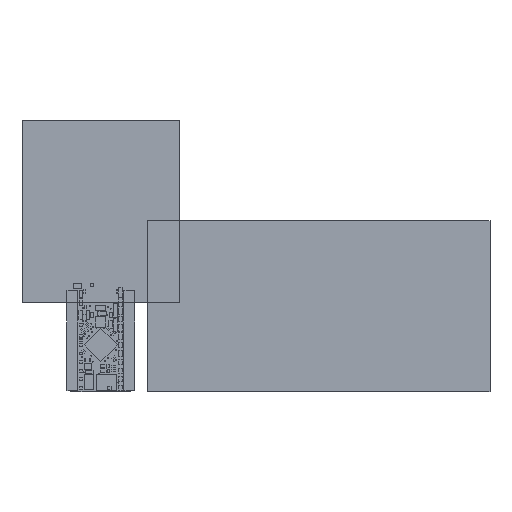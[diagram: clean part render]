
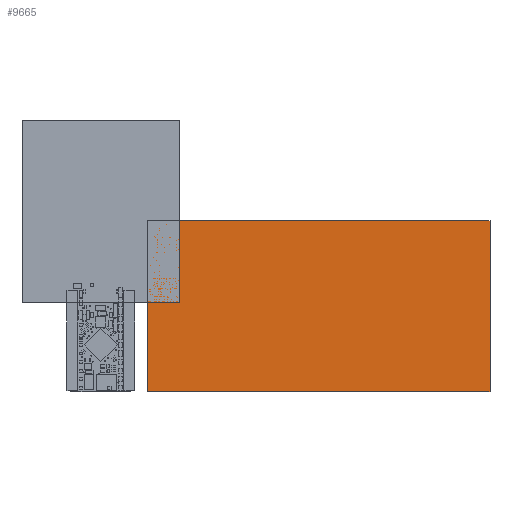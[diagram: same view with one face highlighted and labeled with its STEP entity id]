
A CAD part, top view. The second image highlights one B-rep face of the part: STEP entity #9665.
In plain terms, the highlighted planar face has unit normal (0, 0, 1).
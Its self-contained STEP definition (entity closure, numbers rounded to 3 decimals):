
#1660=FACE_OUTER_BOUND('',#2353,.T.);
#2353=EDGE_LOOP('',(#8560,#8561,#8562,#8563));
#3290=LINE('',#16623,#4235);
#3293=LINE('',#16629,#4238);
#3296=LINE('',#16635,#4241);
#3299=LINE('',#16639,#4244);
#4235=VECTOR('',#13867,10.);
#4238=VECTOR('',#13872,10.);
#4241=VECTOR('',#13877,10.);
#4244=VECTOR('',#13882,10.);
#5025=VERTEX_POINT('',#16620);
#5026=VERTEX_POINT('',#16622);
#5028=VERTEX_POINT('',#16628);
#5030=VERTEX_POINT('',#16634);
#6200=EDGE_CURVE('',#5026,#5025,#3290,.T.);
#6203=EDGE_CURVE('',#5028,#5026,#3293,.T.);
#6206=EDGE_CURVE('',#5030,#5028,#3296,.T.);
#6209=EDGE_CURVE('',#5025,#5030,#3299,.T.);
#8560=ORIENTED_EDGE('',*,*,#6209,.T.);
#8561=ORIENTED_EDGE('',*,*,#6206,.T.);
#8562=ORIENTED_EDGE('',*,*,#6203,.T.);
#8563=ORIENTED_EDGE('',*,*,#6200,.T.);
#8964=PLANE('',#11210);
#9665=ADVANCED_FACE('',(#1660),#8964,.T.);
#11210=AXIS2_PLACEMENT_3D('',#16640,#13883,#13884);
#13867=DIRECTION('',(-1.,0.,0.));
#13872=DIRECTION('',(0.,1.,0.));
#13877=DIRECTION('',(1.,0.,0.));
#13882=DIRECTION('',(0.,-1.,0.));
#13883=DIRECTION('center_axis',(0.,0.,1.));
#13884=DIRECTION('ref_axis',(1.,0.,0.));
#16620=CARTESIAN_POINT('',(0.,0.,0.1));
#16622=CARTESIAN_POINT('',(101.6,0.,0.1));
#16623=CARTESIAN_POINT('',(101.6,0.,0.1));
#16628=CARTESIAN_POINT('',(101.6,-50.8,0.1));
#16629=CARTESIAN_POINT('',(101.6,-50.8,0.1));
#16634=CARTESIAN_POINT('',(0.,-50.8,0.1));
#16635=CARTESIAN_POINT('',(0.,-50.8,0.1));
#16639=CARTESIAN_POINT('',(0.,0.,0.1));
#16640=CARTESIAN_POINT('Origin',(50.8,-25.4,0.1));
